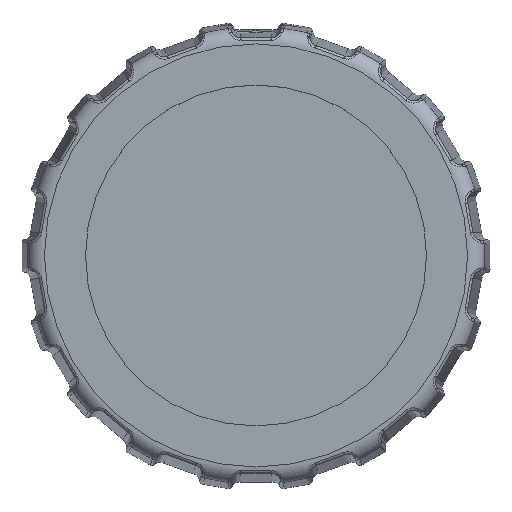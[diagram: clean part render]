
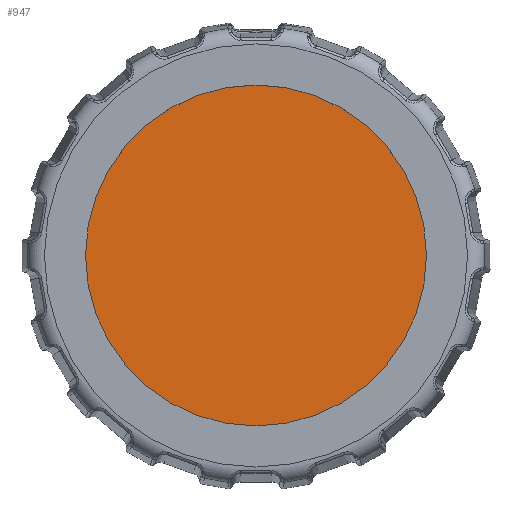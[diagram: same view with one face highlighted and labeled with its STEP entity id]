
A CAD part, top view. The second image highlights one B-rep face of the part: STEP entity #947.
In plain terms, the highlighted planar face has unit normal (0, 0, 1).
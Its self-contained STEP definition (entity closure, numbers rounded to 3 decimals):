
#947 = ADVANCED_FACE( '', ( #1975 ), #1976, .F. );
#1975 = FACE_OUTER_BOUND( '', #9258, .T. );
#1976 = PLANE( '', #9259 );
#9258 = EDGE_LOOP( '', ( #13329 ) );
#9259 = AXIS2_PLACEMENT_3D( '', #13330, #13331, #13332 );
#13329 = ORIENTED_EDGE( '', *, *, #14707, .T. );
#13330 = CARTESIAN_POINT( '', ( 10., 0., 29.25 ) );
#13331 = DIRECTION( '', ( 0., 0., -1. ) );
#13332 = DIRECTION( '', ( -1., 0., 0. ) );
#14707 = EDGE_CURVE( '', #16344, #16344, #16345, .T. );
#16344 = VERTEX_POINT( '', #23237 );
#16345 = CIRCLE( '', #23238, 10. );
#23237 = CARTESIAN_POINT( '', ( 10., 0., 29.25 ) );
#23238 = AXIS2_PLACEMENT_3D( '', #25908, #25909, #25910 );
#25908 = CARTESIAN_POINT( '', ( 0., 0., 29.25 ) );
#25909 = DIRECTION( '', ( 0., 0., 1. ) );
#25910 = DIRECTION( '', ( 1., 0., 0. ) );
